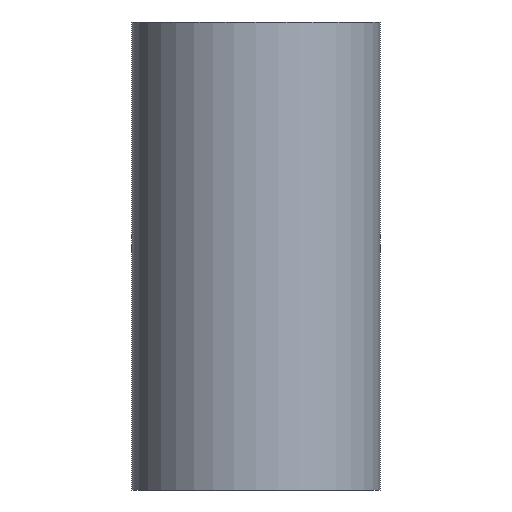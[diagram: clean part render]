
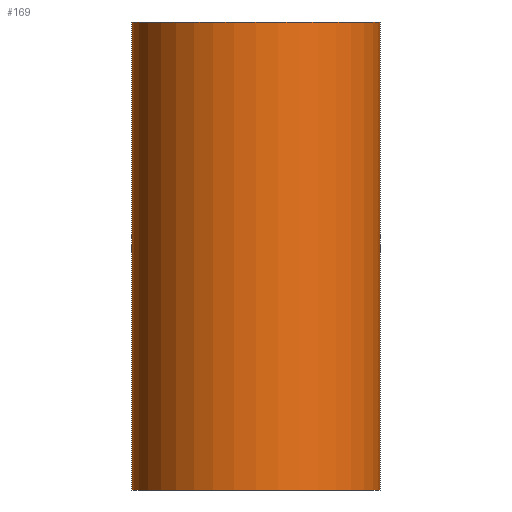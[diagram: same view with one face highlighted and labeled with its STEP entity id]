
A CAD part, left-side view. The second image highlights one B-rep face of the part: STEP entity #169.
In plain terms, the highlighted cylindrical face has radius 38 mm (diameter 76 mm), a full revolution.
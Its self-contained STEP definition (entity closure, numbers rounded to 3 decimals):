
#22=FACE_BOUND($,#58,.T.);
#23=FACE_BOUND($,#59,.T.);
#38=B_SPLINE_CURVE_WITH_KNOTS($,3,(#311,#312,#313,#314,#315,#316,#317,#318,
#319,#320,#321,#322,#323,#324,#325,#326,#327,#328),.UNSPECIFIED.,.F.,.F.,
(4,2,2,2,2,2,2,2,4),(5.522,5.868,6.213,6.559,
6.904,7.249,7.594,7.939,8.283),
 .UNSPECIFIED.);
#39=B_SPLINE_CURVE_WITH_KNOTS($,3,(#330,#331,#332,#333,#334,#335,#336,#337,
#338,#339,#340,#341,#342,#343,#344,#345,#346,#347),.UNSPECIFIED.,.F.,.F.,
(4,2,2,2,2,2,2,2,4),(-5.522,-5.177,-4.831,
-4.486,-4.14,-3.795,-3.451,-3.106,
-2.761),.UNSPECIFIED.);
#40=B_SPLINE_CURVE_WITH_KNOTS($,3,(#349,#350,#351,#352,#353,#354,#355,#356,
#357,#358,#359,#360,#361,#362,#363,#364,#365,#366),.UNSPECIFIED.,.F.,.F.,
(4,2,2,2,2,2,2,2,4),(8.283,8.628,8.973,
9.318,9.663,10.008,10.354,10.699,
11.045),.UNSPECIFIED.);
#41=B_SPLINE_CURVE_WITH_KNOTS($,3,(#367,#368,#369,#370,#371,#372,#373,#374,
#375,#376,#377,#378,#379,#380,#381,#382,#383,#384),.UNSPECIFIED.,.F.,.F.,
(4,2,2,2,2,2,2,2,4),(-2.761,-2.416,-2.072,
-1.727,-1.382,-1.037,-0.691,
-0.346,0.),.UNSPECIFIED.);
#44=FACE_OUTER_BOUND($,#57,.T.);
#57=EDGE_LOOP($,(#131));
#58=EDGE_LOOP($,(#132));
#59=EDGE_LOOP($,(#133,#134,#135,#136));
#83=CIRCLE($,#189,38.);
#84=CIRCLE($,#190,38.);
#96=VERTEX_POINT($,#305);
#97=VERTEX_POINT($,#307);
#98=VERTEX_POINT($,#309);
#99=VERTEX_POINT($,#310);
#100=VERTEX_POINT($,#329);
#101=VERTEX_POINT($,#348);
#113=EDGE_CURVE($,#96,#96,#83,.T.);
#114=EDGE_CURVE($,#97,#97,#84,.T.);
#115=EDGE_CURVE($,#98,#99,#38,.T.);
#116=EDGE_CURVE($,#98,#100,#39,.T.);
#117=EDGE_CURVE($,#100,#101,#40,.T.);
#118=EDGE_CURVE($,#99,#101,#41,.T.);
#131=ORIENTED_EDGE($,*,*,#113,.F.);
#132=ORIENTED_EDGE($,*,*,#114,.T.);
#133=ORIENTED_EDGE($,*,*,#115,.F.);
#134=ORIENTED_EDGE($,*,*,#116,.T.);
#135=ORIENTED_EDGE($,*,*,#117,.T.);
#136=ORIENTED_EDGE($,*,*,#118,.F.);
#162=CYLINDRICAL_SURFACE($,#188,38.);
#169=ADVANCED_FACE($,(#44,#22,#23),#162,.T.);
#188=AXIS2_PLACEMENT_3D($,#304,#220,#221);
#189=AXIS2_PLACEMENT_3D($,#306,#222,#223);
#190=AXIS2_PLACEMENT_3D($,#308,#224,#225);
#220=DIRECTION('center_axis',(0.,0.,1.));
#221=DIRECTION('ref_axis',(1.,0.,0.));
#222=DIRECTION('center_axis',(0.,0.,1.));
#223=DIRECTION('ref_axis',(1.,0.,0.));
#224=DIRECTION('center_axis',(0.,0.,1.));
#225=DIRECTION('ref_axis',(1.,0.,0.));
#304=CARTESIAN_POINT('Origin',(0.,0.,0.));
#305=CARTESIAN_POINT('',(-38.,0.,143.));
#306=CARTESIAN_POINT('Origin',(0.,0.,143.));
#307=CARTESIAN_POINT('',(38.,0.,0.));
#308=CARTESIAN_POINT('Origin',(0.,0.,0.));
#309=CARTESIAN_POINT('',(33.466,-18.,71.5));
#310=CARTESIAN_POINT('',(38.,0.,53.5));
#311=CARTESIAN_POINT('Ctrl Pts',(33.466,-18.,71.5));
#312=CARTESIAN_POINT('Ctrl Pts',(33.466,-18.,70.348));
#313=CARTESIAN_POINT('Ctrl Pts',(33.528,-17.888,69.165));
#314=CARTESIAN_POINT('Ctrl Pts',(33.772,-17.423,66.823));
#315=CARTESIAN_POINT('Ctrl Pts',(33.954,-17.07,65.666));
#316=CARTESIAN_POINT('Ctrl Pts',(34.403,-16.147,63.456));
#317=CARTESIAN_POINT('Ctrl Pts',(34.669,-15.575,62.401));
#318=CARTESIAN_POINT('Ctrl Pts',(35.23,-14.261,60.454));
#319=CARTESIAN_POINT('Ctrl Pts',(35.524,-13.518,59.562));
#320=CARTESIAN_POINT('Ctrl Pts',(36.085,-11.94,57.984));
#321=CARTESIAN_POINT('Ctrl Pts',(36.372,-11.048,57.241));
#322=CARTESIAN_POINT('Ctrl Pts',(36.908,-9.101,55.926));
#323=CARTESIAN_POINT('Ctrl Pts',(37.156,-8.045,55.353));
#324=CARTESIAN_POINT('Ctrl Pts',(37.567,-5.833,54.429));
#325=CARTESIAN_POINT('Ctrl Pts',(37.73,-4.674,54.076));
#326=CARTESIAN_POINT('Ctrl Pts',(37.947,-2.332,53.612));
#327=CARTESIAN_POINT('Ctrl Pts',(38.,-1.149,53.5));
#328=CARTESIAN_POINT('Ctrl Pts',(38.,0.,53.5));
#329=CARTESIAN_POINT('',(38.,0.,89.5));
#330=CARTESIAN_POINT('Ctrl Pts',(33.466,-18.,71.5));
#331=CARTESIAN_POINT('Ctrl Pts',(33.466,-18.,72.652));
#332=CARTESIAN_POINT('Ctrl Pts',(33.528,-17.888,73.835));
#333=CARTESIAN_POINT('Ctrl Pts',(33.772,-17.423,76.177));
#334=CARTESIAN_POINT('Ctrl Pts',(33.954,-17.07,77.334));
#335=CARTESIAN_POINT('Ctrl Pts',(34.403,-16.147,79.544));
#336=CARTESIAN_POINT('Ctrl Pts',(34.669,-15.575,80.599));
#337=CARTESIAN_POINT('Ctrl Pts',(35.23,-14.261,82.546));
#338=CARTESIAN_POINT('Ctrl Pts',(35.524,-13.518,83.438));
#339=CARTESIAN_POINT('Ctrl Pts',(36.085,-11.94,85.016));
#340=CARTESIAN_POINT('Ctrl Pts',(36.372,-11.048,85.759));
#341=CARTESIAN_POINT('Ctrl Pts',(36.908,-9.101,87.074));
#342=CARTESIAN_POINT('Ctrl Pts',(37.156,-8.045,87.647));
#343=CARTESIAN_POINT('Ctrl Pts',(37.567,-5.833,88.571));
#344=CARTESIAN_POINT('Ctrl Pts',(37.73,-4.674,88.924));
#345=CARTESIAN_POINT('Ctrl Pts',(37.947,-2.332,89.388));
#346=CARTESIAN_POINT('Ctrl Pts',(38.,-1.149,89.5));
#347=CARTESIAN_POINT('Ctrl Pts',(38.,0.,89.5));
#348=CARTESIAN_POINT('',(33.466,18.,71.5));
#349=CARTESIAN_POINT('Ctrl Pts',(38.,0.,89.5));
#350=CARTESIAN_POINT('Ctrl Pts',(38.,1.149,89.5));
#351=CARTESIAN_POINT('Ctrl Pts',(37.947,2.332,89.388));
#352=CARTESIAN_POINT('Ctrl Pts',(37.73,4.674,88.924));
#353=CARTESIAN_POINT('Ctrl Pts',(37.567,5.833,88.571));
#354=CARTESIAN_POINT('Ctrl Pts',(37.156,8.045,87.647));
#355=CARTESIAN_POINT('Ctrl Pts',(36.908,9.101,87.074));
#356=CARTESIAN_POINT('Ctrl Pts',(36.372,11.048,85.759));
#357=CARTESIAN_POINT('Ctrl Pts',(36.085,11.94,85.016));
#358=CARTESIAN_POINT('Ctrl Pts',(35.524,13.518,83.438));
#359=CARTESIAN_POINT('Ctrl Pts',(35.23,14.261,82.546));
#360=CARTESIAN_POINT('Ctrl Pts',(34.669,15.575,80.599));
#361=CARTESIAN_POINT('Ctrl Pts',(34.403,16.147,79.544));
#362=CARTESIAN_POINT('Ctrl Pts',(33.954,17.07,77.334));
#363=CARTESIAN_POINT('Ctrl Pts',(33.772,17.423,76.177));
#364=CARTESIAN_POINT('Ctrl Pts',(33.528,17.888,73.835));
#365=CARTESIAN_POINT('Ctrl Pts',(33.466,18.,72.652));
#366=CARTESIAN_POINT('Ctrl Pts',(33.466,18.,71.5));
#367=CARTESIAN_POINT('Ctrl Pts',(38.,0.,53.5));
#368=CARTESIAN_POINT('Ctrl Pts',(38.,1.149,53.5));
#369=CARTESIAN_POINT('Ctrl Pts',(37.947,2.332,53.612));
#370=CARTESIAN_POINT('Ctrl Pts',(37.73,4.674,54.076));
#371=CARTESIAN_POINT('Ctrl Pts',(37.567,5.833,54.429));
#372=CARTESIAN_POINT('Ctrl Pts',(37.156,8.045,55.353));
#373=CARTESIAN_POINT('Ctrl Pts',(36.908,9.101,55.926));
#374=CARTESIAN_POINT('Ctrl Pts',(36.372,11.048,57.241));
#375=CARTESIAN_POINT('Ctrl Pts',(36.085,11.94,57.984));
#376=CARTESIAN_POINT('Ctrl Pts',(35.524,13.518,59.562));
#377=CARTESIAN_POINT('Ctrl Pts',(35.23,14.261,60.454));
#378=CARTESIAN_POINT('Ctrl Pts',(34.669,15.575,62.401));
#379=CARTESIAN_POINT('Ctrl Pts',(34.403,16.147,63.456));
#380=CARTESIAN_POINT('Ctrl Pts',(33.954,17.07,65.666));
#381=CARTESIAN_POINT('Ctrl Pts',(33.772,17.423,66.823));
#382=CARTESIAN_POINT('Ctrl Pts',(33.528,17.888,69.165));
#383=CARTESIAN_POINT('Ctrl Pts',(33.466,18.,70.348));
#384=CARTESIAN_POINT('Ctrl Pts',(33.466,18.,71.5));
